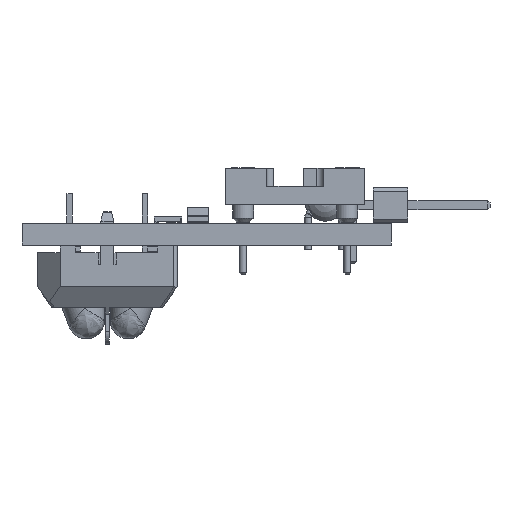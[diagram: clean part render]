
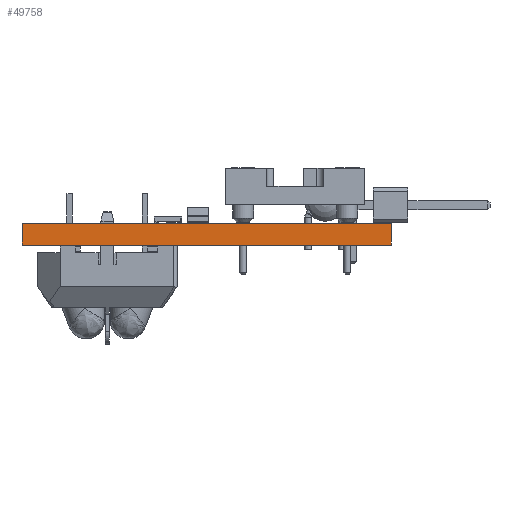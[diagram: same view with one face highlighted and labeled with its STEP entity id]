
A CAD part, left-side view. The second image highlights one B-rep face of the part: STEP entity #49758.
In plain terms, the highlighted planar face has unit normal (-1, 0, 0).
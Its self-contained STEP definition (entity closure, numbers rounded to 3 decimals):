
#49577 = PLANE('',#49578);
#49578 = AXIS2_PLACEMENT_3D('',#49579,#49580,#49581);
#49579 = CARTESIAN_POINT('',(143.61,-83.34,0.));
#49580 = DIRECTION('',(0.,-1.,0.));
#49581 = DIRECTION('',(-1.,0.,0.));
#49602 = VERTEX_POINT('',#49603);
#49603 = CARTESIAN_POINT('',(53.61,-83.34,1.6));
#49617 = PLANE('',#49618);
#49618 = AXIS2_PLACEMENT_3D('',#49619,#49620,#49621);
#49619 = CARTESIAN_POINT('',(0.,0.,1.6));
#49620 = DIRECTION('',(0.,0.,1.));
#49621 = DIRECTION('',(1.,0.,-0.));
#49629 = EDGE_CURVE('',#49630,#49602,#49632,.T.);
#49630 = VERTEX_POINT('',#49631);
#49631 = CARTESIAN_POINT('',(53.61,-83.34,0.));
#49632 = SURFACE_CURVE('',#49633,(#49637,#49644),.PCURVE_S1.);
#49633 = LINE('',#49634,#49635);
#49634 = CARTESIAN_POINT('',(53.61,-83.34,0.));
#49635 = VECTOR('',#49636,1.);
#49636 = DIRECTION('',(0.,0.,1.));
#49637 = PCURVE('',#49577,#49638);
#49638 = DEFINITIONAL_REPRESENTATION('',(#49639),#49643);
#49639 = LINE('',#49640,#49641);
#49640 = CARTESIAN_POINT('',(90.,0.));
#49641 = VECTOR('',#49642,1.);
#49642 = DIRECTION('',(0.,-1.));
#49643 = ( GEOMETRIC_REPRESENTATION_CONTEXT(2) 
PARAMETRIC_REPRESENTATION_CONTEXT() REPRESENTATION_CONTEXT('2D SPACE',''
  ) );
#49644 = PCURVE('',#49645,#49650);
#49645 = PLANE('',#49646);
#49646 = AXIS2_PLACEMENT_3D('',#49647,#49648,#49649);
#49647 = CARTESIAN_POINT('',(53.61,-83.34,0.));
#49648 = DIRECTION('',(-1.,0.,0.));
#49649 = DIRECTION('',(0.,1.,0.));
#49650 = DEFINITIONAL_REPRESENTATION('',(#49651),#49655);
#49651 = LINE('',#49652,#49653);
#49652 = CARTESIAN_POINT('',(0.,0.));
#49653 = VECTOR('',#49654,1.);
#49654 = DIRECTION('',(0.,-1.));
#49655 = ( GEOMETRIC_REPRESENTATION_CONTEXT(2) 
PARAMETRIC_REPRESENTATION_CONTEXT() REPRESENTATION_CONTEXT('2D SPACE',''
  ) );
#49671 = PLANE('',#49672);
#49672 = AXIS2_PLACEMENT_3D('',#49673,#49674,#49675);
#49673 = CARTESIAN_POINT('',(0.,0.,0.));
#49674 = DIRECTION('',(0.,0.,1.));
#49675 = DIRECTION('',(1.,0.,-0.));
#49704 = PLANE('',#49705);
#49705 = AXIS2_PLACEMENT_3D('',#49706,#49707,#49708);
#49706 = CARTESIAN_POINT('',(53.61,-56.34,0.));
#49707 = DIRECTION('',(0.,1.,0.));
#49708 = DIRECTION('',(1.,0.,0.));
#49758 = ADVANCED_FACE('',(#49759),#49645,.T.);
#49759 = FACE_BOUND('',#49760,.T.);
#49760 = EDGE_LOOP('',(#49761,#49762,#49785,#49808));
#49761 = ORIENTED_EDGE('',*,*,#49629,.T.);
#49762 = ORIENTED_EDGE('',*,*,#49763,.T.);
#49763 = EDGE_CURVE('',#49602,#49764,#49766,.T.);
#49764 = VERTEX_POINT('',#49765);
#49765 = CARTESIAN_POINT('',(53.61,-56.34,1.6));
#49766 = SURFACE_CURVE('',#49767,(#49771,#49778),.PCURVE_S1.);
#49767 = LINE('',#49768,#49769);
#49768 = CARTESIAN_POINT('',(53.61,-83.34,1.6));
#49769 = VECTOR('',#49770,1.);
#49770 = DIRECTION('',(0.,1.,0.));
#49771 = PCURVE('',#49645,#49772);
#49772 = DEFINITIONAL_REPRESENTATION('',(#49773),#49777);
#49773 = LINE('',#49774,#49775);
#49774 = CARTESIAN_POINT('',(0.,-1.6));
#49775 = VECTOR('',#49776,1.);
#49776 = DIRECTION('',(1.,0.));
#49777 = ( GEOMETRIC_REPRESENTATION_CONTEXT(2) 
PARAMETRIC_REPRESENTATION_CONTEXT() REPRESENTATION_CONTEXT('2D SPACE',''
  ) );
#49778 = PCURVE('',#49617,#49779);
#49779 = DEFINITIONAL_REPRESENTATION('',(#49780),#49784);
#49780 = LINE('',#49781,#49782);
#49781 = CARTESIAN_POINT('',(53.61,-83.34));
#49782 = VECTOR('',#49783,1.);
#49783 = DIRECTION('',(0.,1.));
#49784 = ( GEOMETRIC_REPRESENTATION_CONTEXT(2) 
PARAMETRIC_REPRESENTATION_CONTEXT() REPRESENTATION_CONTEXT('2D SPACE',''
  ) );
#49785 = ORIENTED_EDGE('',*,*,#49786,.F.);
#49786 = EDGE_CURVE('',#49787,#49764,#49789,.T.);
#49787 = VERTEX_POINT('',#49788);
#49788 = CARTESIAN_POINT('',(53.61,-56.34,0.));
#49789 = SURFACE_CURVE('',#49790,(#49794,#49801),.PCURVE_S1.);
#49790 = LINE('',#49791,#49792);
#49791 = CARTESIAN_POINT('',(53.61,-56.34,0.));
#49792 = VECTOR('',#49793,1.);
#49793 = DIRECTION('',(0.,0.,1.));
#49794 = PCURVE('',#49645,#49795);
#49795 = DEFINITIONAL_REPRESENTATION('',(#49796),#49800);
#49796 = LINE('',#49797,#49798);
#49797 = CARTESIAN_POINT('',(27.,0.));
#49798 = VECTOR('',#49799,1.);
#49799 = DIRECTION('',(0.,-1.));
#49800 = ( GEOMETRIC_REPRESENTATION_CONTEXT(2) 
PARAMETRIC_REPRESENTATION_CONTEXT() REPRESENTATION_CONTEXT('2D SPACE',''
  ) );
#49801 = PCURVE('',#49704,#49802);
#49802 = DEFINITIONAL_REPRESENTATION('',(#49803),#49807);
#49803 = LINE('',#49804,#49805);
#49804 = CARTESIAN_POINT('',(0.,0.));
#49805 = VECTOR('',#49806,1.);
#49806 = DIRECTION('',(0.,-1.));
#49807 = ( GEOMETRIC_REPRESENTATION_CONTEXT(2) 
PARAMETRIC_REPRESENTATION_CONTEXT() REPRESENTATION_CONTEXT('2D SPACE',''
  ) );
#49808 = ORIENTED_EDGE('',*,*,#49809,.F.);
#49809 = EDGE_CURVE('',#49630,#49787,#49810,.T.);
#49810 = SURFACE_CURVE('',#49811,(#49815,#49822),.PCURVE_S1.);
#49811 = LINE('',#49812,#49813);
#49812 = CARTESIAN_POINT('',(53.61,-83.34,0.));
#49813 = VECTOR('',#49814,1.);
#49814 = DIRECTION('',(0.,1.,0.));
#49815 = PCURVE('',#49645,#49816);
#49816 = DEFINITIONAL_REPRESENTATION('',(#49817),#49821);
#49817 = LINE('',#49818,#49819);
#49818 = CARTESIAN_POINT('',(0.,0.));
#49819 = VECTOR('',#49820,1.);
#49820 = DIRECTION('',(1.,0.));
#49821 = ( GEOMETRIC_REPRESENTATION_CONTEXT(2) 
PARAMETRIC_REPRESENTATION_CONTEXT() REPRESENTATION_CONTEXT('2D SPACE',''
  ) );
#49822 = PCURVE('',#49671,#49823);
#49823 = DEFINITIONAL_REPRESENTATION('',(#49824),#49828);
#49824 = LINE('',#49825,#49826);
#49825 = CARTESIAN_POINT('',(53.61,-83.34));
#49826 = VECTOR('',#49827,1.);
#49827 = DIRECTION('',(0.,1.));
#49828 = ( GEOMETRIC_REPRESENTATION_CONTEXT(2) 
PARAMETRIC_REPRESENTATION_CONTEXT() REPRESENTATION_CONTEXT('2D SPACE',''
  ) );
